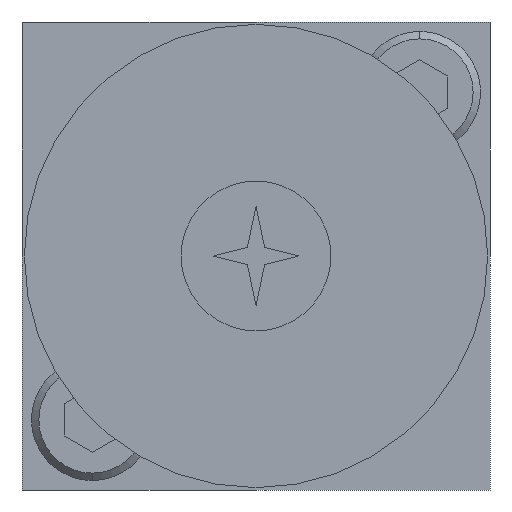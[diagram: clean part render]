
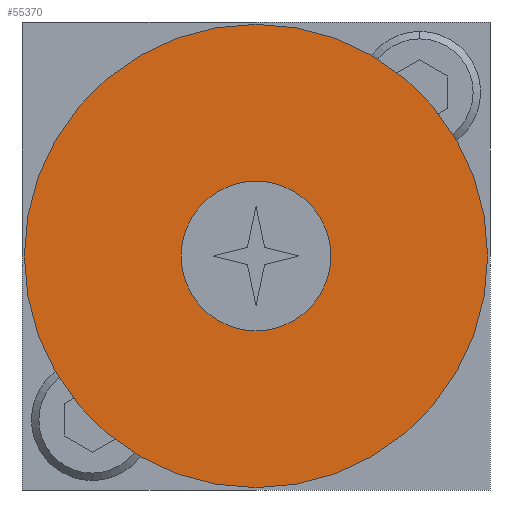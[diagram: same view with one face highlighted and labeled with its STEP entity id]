
A CAD part, front view. The second image highlights one B-rep face of the part: STEP entity #55370.
In plain terms, the highlighted face is planar.
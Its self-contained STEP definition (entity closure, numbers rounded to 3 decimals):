
#54890=CARTESIAN_POINT('',(25.,525.565,179.942));
#54900=VERTEX_POINT('',#54890);
#54980=CARTESIAN_POINT('',(25.,525.565,229.442));
#54990=VERTEX_POINT('',#54980);
#55020=CARTESIAN_POINT('',(25.,525.565,204.692));
#55030=DIRECTION('',(0.,1.,0.));
#55040=DIRECTION('',(0.,0.,-1.));
#55050=AXIS2_PLACEMENT_3D('',#55020,#55030,#55040);
#55060=CIRCLE('',#55050,24.75);
#55070=EDGE_CURVE('',#54990,#54900,#55060,.T.);
#55120=CARTESIAN_POINT('',(25.,525.565,192.317));
#55130=DIRECTION('',(0.,1.,0.));
#55140=DIRECTION('',(0.,0.,-1.));
#55150=AXIS2_PLACEMENT_3D('',#55120,#55130,#55140);
#55160=PLANE('',#55150);
#55170=EDGE_CURVE('',#54900,#54990,#55060,.T.);
#55180=ORIENTED_EDGE('',*,*,#55170,.T.);
#55190=ORIENTED_EDGE('',*,*,#55070,.T.);
#55200=EDGE_LOOP('',(#55190,#55180));
#55210=FACE_OUTER_BOUND('',#55200,.T.);
#55220=CARTESIAN_POINT('',(25.,525.565,204.692));
#55230=DIRECTION('',(0.,-1.,0.));
#55240=DIRECTION('',(-1.,0.,0.));
#55250=AXIS2_PLACEMENT_3D('',#55220,#55230,#55240);
#55260=CIRCLE('',#55250,8.);
#55270=CARTESIAN_POINT('',(17.,525.565,204.692));
#55280=VERTEX_POINT('',#55270);
#55290=CARTESIAN_POINT('',(33.,525.565,204.692));
#55300=VERTEX_POINT('',#55290);
#55310=EDGE_CURVE('',#55280,#55300,#55260,.T.);
#55320=ORIENTED_EDGE('',*,*,#55310,.T.);
#55330=EDGE_CURVE('',#55300,#55280,#55260,.T.);
#55340=ORIENTED_EDGE('',*,*,#55330,.T.);
#55350=EDGE_LOOP('',(#55340,#55320));
#55360=FACE_BOUND('',#55350,.T.);
#55370=ADVANCED_FACE('',(#55210,#55360),#55160,.T.);
